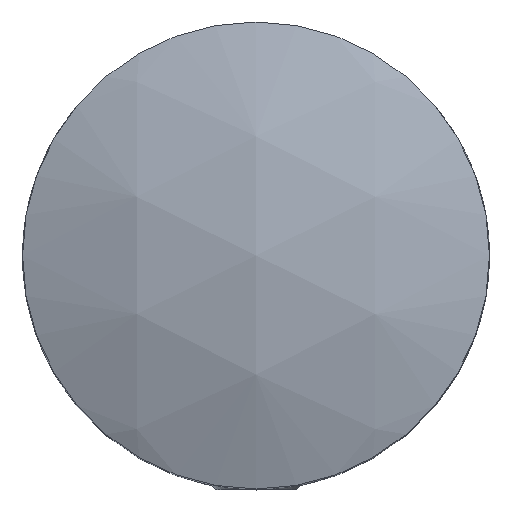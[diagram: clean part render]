
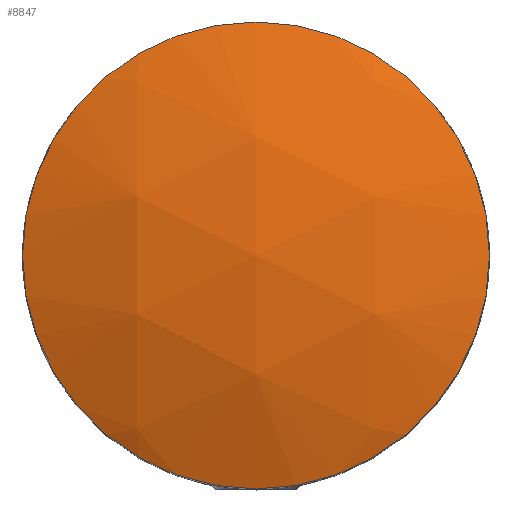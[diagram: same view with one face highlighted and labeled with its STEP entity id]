
A CAD part, top view. The second image highlights one B-rep face of the part: STEP entity #8847.
In plain terms, the highlighted spherical face has radius 28 mm.
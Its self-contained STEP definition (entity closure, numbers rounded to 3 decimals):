
#2544 = VERTEX_POINT ( 'NONE', #8158 ) ;
#5577 = SPHERICAL_SURFACE ( 'NONE', #20082, 28. ) ;
#7720 = DIRECTION ( 'NONE',  ( 0., 0., 1. ) ) ;
#8158 = CARTESIAN_POINT ( 'NONE',  ( 11., 0., 23.749 ) ) ;
#8847 = ADVANCED_FACE ( 'NONE', ( #13156 ), #5577, .T. ) ;
#9430 = ORIENTED_EDGE ( 'NONE', *, *, #11305, .T. ) ;
#11257 = CARTESIAN_POINT ( 'NONE',  ( 0., 0., 23.749 ) ) ;
#11305 = EDGE_CURVE ( 'NONE', #2544, #2544, #18775, .T. ) ;
#13156 = FACE_OUTER_BOUND ( 'NONE', #19084, .T. ) ;
#15259 = CARTESIAN_POINT ( 'NONE',  ( 0., 0., -2. ) ) ;
#16406 = DIRECTION ( 'NONE',  ( 1., 0., 0. ) ) ;
#18506 = DIRECTION ( 'NONE',  ( 0., 1., 0. ) ) ;
#18775 = CIRCLE ( 'NONE', #19663, 11. ) ;
#19084 = EDGE_LOOP ( 'NONE', ( #9430 ) ) ;
#19663 = AXIS2_PLACEMENT_3D ( 'NONE', #11257, #7720, #16406 ) ;
#20082 = AXIS2_PLACEMENT_3D ( 'NONE', #15259, #21868, #18506 ) ;
#21868 = DIRECTION ( 'NONE',  ( -1., 0., 0. ) ) ;
